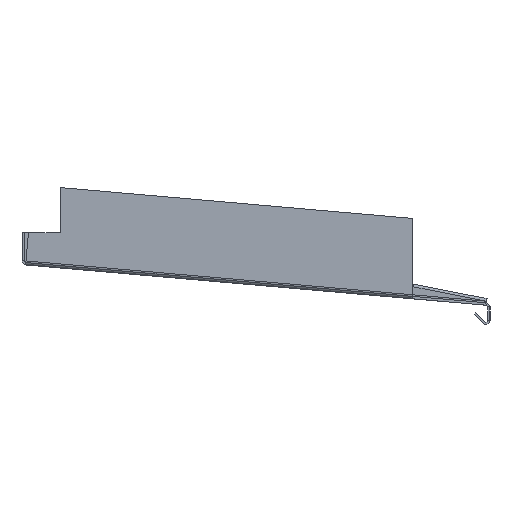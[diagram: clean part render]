
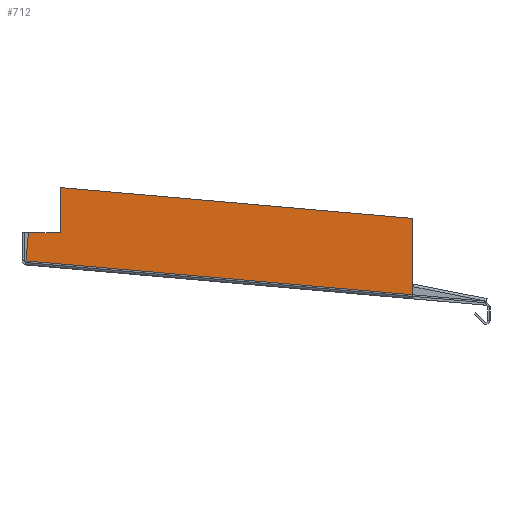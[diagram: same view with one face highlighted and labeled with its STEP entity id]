
A CAD part, left-side view. The second image highlights one B-rep face of the part: STEP entity #712.
In plain terms, the highlighted planar face has unit normal (-1, 0, 0).
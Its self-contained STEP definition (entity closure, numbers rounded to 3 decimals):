
#86 = VERTEX_POINT('',#87);
#87 = CARTESIAN_POINT('',(0.,-244.,-33.629));
#102 = CYLINDRICAL_SURFACE('',#103,0.2);
#103 = AXIS2_PLACEMENT_3D('',#104,#105,#106);
#104 = CARTESIAN_POINT('',(-0.2,-244.,-33.629));
#105 = DIRECTION('',(0.,-0.981,-0.193));
#106 = DIRECTION('',(1.,0.,0.));
#128 = PLANE('',#129);
#129 = AXIS2_PLACEMENT_3D('',#130,#131,#132);
#130 = CARTESIAN_POINT('',(2403.1,-244.,39.743));
#131 = DIRECTION('',(0.,-1.,0.));
#132 = DIRECTION('',(0.,0.,-1.));
#264 = VERTEX_POINT('',#265);
#265 = CARTESIAN_POINT('',(0.,-289.902,-42.644));
#291 = EDGE_CURVE('',#86,#264,#292,.T.);
#292 = SURFACE_CURVE('',#293,(#297,#304),.PCURVE_S1.);
#293 = LINE('',#294,#295);
#294 = CARTESIAN_POINT('',(0.,-218.291,-28.579)
  );
#295 = VECTOR('',#296,1.);
#296 = DIRECTION('',(0.,-0.981,-0.193));
#297 = PCURVE('',#102,#298);
#298 = DEFINITIONAL_REPRESENTATION('',(#299),#303);
#299 = LINE('',#300,#301);
#300 = CARTESIAN_POINT('',(0.,-26.2));
#301 = VECTOR('',#302,1.);
#302 = DIRECTION('',(0.,1.));
#303 = ( GEOMETRIC_REPRESENTATION_CONTEXT(2) 
PARAMETRIC_REPRESENTATION_CONTEXT() REPRESENTATION_CONTEXT('2D SPACE',''
  ) );
#304 = PCURVE('',#305,#310);
#305 = PLANE('',#306);
#306 = AXIS2_PLACEMENT_3D('',#307,#308,#309);
#307 = CARTESIAN_POINT('',(0.,-148.271,
    -6.413));
#308 = DIRECTION('',(-1.,0.,0.));
#309 = DIRECTION('',(0.,-0.996,
    -0.087));
#310 = DEFINITIONAL_REPRESENTATION('',(#311),#315);
#311 = LINE('',#312,#313);
#312 = CARTESIAN_POINT('',(71.685,-15.979));
#313 = VECTOR('',#314,1.);
#314 = DIRECTION('',(0.994,-0.106));
#315 = ( GEOMETRIC_REPRESENTATION_CONTEXT(2) 
PARAMETRIC_REPRESENTATION_CONTEXT() REPRESENTATION_CONTEXT('2D SPACE',''
  ) );
#320 = EDGE_CURVE('',#86,#321,#323,.T.);
#321 = VERTEX_POINT('',#322);
#322 = CARTESIAN_POINT('',(0.,-244.,9.053));
#323 = SURFACE_CURVE('',#324,(#328,#335),.PCURVE_S1.);
#324 = LINE('',#325,#326);
#325 = CARTESIAN_POINT('',(0.,-244.,16.665));
#326 = VECTOR('',#327,1.);
#327 = DIRECTION('',(0.,0.,1.));
#328 = PCURVE('',#128,#329);
#329 = DEFINITIONAL_REPRESENTATION('',(#330),#334);
#330 = LINE('',#331,#332);
#331 = CARTESIAN_POINT('',(23.078,-2403.1));
#332 = VECTOR('',#333,1.);
#333 = DIRECTION('',(-1.,0.));
#334 = ( GEOMETRIC_REPRESENTATION_CONTEXT(2) 
PARAMETRIC_REPRESENTATION_CONTEXT() REPRESENTATION_CONTEXT('2D SPACE',''
  ) );
#335 = PCURVE('',#305,#336);
#336 = DEFINITIONAL_REPRESENTATION('',(#337),#341);
#337 = LINE('',#338,#339);
#338 = CARTESIAN_POINT('',(93.353,31.333));
#339 = VECTOR('',#340,1.);
#340 = DIRECTION('',(-0.087,0.996));
#341 = ( GEOMETRIC_REPRESENTATION_CONTEXT(2) 
PARAMETRIC_REPRESENTATION_CONTEXT() REPRESENTATION_CONTEXT('2D SPACE',''
  ) );
#381 = PLANE('',#382);
#382 = AXIS2_PLACEMENT_3D('',#383,#384,#385);
#383 = CARTESIAN_POINT('',(0.,-294.042,
    4.675));
#384 = DIRECTION('',(0.,-0.087,0.996));
#385 = DIRECTION('',(0.,0.996,
    0.087));
#598 = PLANE('',#599);
#599 = AXIS2_PLACEMENT_3D('',#600,#601,#602);
#600 = CARTESIAN_POINT('',(2403.1,-24.,0.));
#601 = DIRECTION('',(0.,1.,0.));
#602 = DIRECTION('',(0.,0.,1.));
#626 = PLANE('',#627);
#627 = AXIS2_PLACEMENT_3D('',#628,#629,#630);
#628 = CARTESIAN_POINT('',(2403.1,0.,0.));
#629 = DIRECTION('',(0.,0.,1.));
#630 = DIRECTION('',(0.,-1.,0.));
#712 = ADVANCED_FACE('',(#713),#305,.T.);
#713 = FACE_BOUND('',#714,.T.);
#714 = EDGE_LOOP('',(#715,#740,#768,#794,#795,#796,#819));
#715 = ORIENTED_EDGE('',*,*,#716,.T.);
#716 = EDGE_CURVE('',#717,#719,#721,.T.);
#717 = VERTEX_POINT('',#718);
#718 = CARTESIAN_POINT('',(0.,-24.,0.));
#719 = VERTEX_POINT('',#720);
#720 = CARTESIAN_POINT('',(0.,-4.031,0.));
#721 = SURFACE_CURVE('',#722,(#726,#733),.PCURVE_S1.);
#722 = LINE('',#723,#724);
#723 = CARTESIAN_POINT('',(0.,-74.136,0.));
#724 = VECTOR('',#725,1.);
#725 = DIRECTION('',(0.,1.,0.));
#726 = PCURVE('',#305,#727);
#727 = DEFINITIONAL_REPRESENTATION('',(#728),#732);
#728 = LINE('',#729,#730);
#729 = CARTESIAN_POINT('',(-74.412,-0.073));
#730 = VECTOR('',#731,1.);
#731 = DIRECTION('',(-0.996,-0.087));
#732 = ( GEOMETRIC_REPRESENTATION_CONTEXT(2) 
PARAMETRIC_REPRESENTATION_CONTEXT() REPRESENTATION_CONTEXT('2D SPACE',''
  ) );
#733 = PCURVE('',#626,#734);
#734 = DEFINITIONAL_REPRESENTATION('',(#735),#739);
#735 = LINE('',#736,#737);
#736 = CARTESIAN_POINT('',(74.136,-2403.1));
#737 = VECTOR('',#738,1.);
#738 = DIRECTION('',(-1.,0.));
#739 = ( GEOMETRIC_REPRESENTATION_CONTEXT(2) 
PARAMETRIC_REPRESENTATION_CONTEXT() REPRESENTATION_CONTEXT('2D SPACE',''
  ) );
#740 = ORIENTED_EDGE('',*,*,#741,.T.);
#741 = EDGE_CURVE('',#719,#742,#744,.T.);
#742 = VERTEX_POINT('',#743);
#743 = CARTESIAN_POINT('',(0.,-2.5,-17.5));
#744 = SURFACE_CURVE('',#745,(#749,#756),.PCURVE_S1.);
#745 = LINE('',#746,#747);
#746 = CARTESIAN_POINT('',(0.,-2.496,-17.543));
#747 = VECTOR('',#748,1.);
#748 = DIRECTION('',(0.,0.087,-0.996));
#749 = PCURVE('',#305,#750);
#750 = DEFINITIONAL_REPRESENTATION('',(#751),#755);
#751 = LINE('',#752,#753);
#752 = CARTESIAN_POINT('',(-144.25,-23.794));
#753 = VECTOR('',#754,1.);
#754 = DIRECTION('',(0.,-1.));
#755 = ( GEOMETRIC_REPRESENTATION_CONTEXT(2) 
PARAMETRIC_REPRESENTATION_CONTEXT() REPRESENTATION_CONTEXT('2D SPACE',''
  ) );
#756 = PCURVE('',#757,#762);
#757 = PLANE('',#758);
#758 = AXIS2_PLACEMENT_3D('',#759,#760,#761);
#759 = CARTESIAN_POINT('',(0.,-1.5,-17.5));
#760 = DIRECTION('',(-1.,0.,0.));
#761 = DIRECTION('',(0.,0.,1.));
#762 = DEFINITIONAL_REPRESENTATION('',(#763),#767);
#763 = LINE('',#764,#765);
#764 = CARTESIAN_POINT('',(-0.043,-0.996));
#765 = VECTOR('',#766,1.);
#766 = DIRECTION('',(-0.996,0.087));
#767 = ( GEOMETRIC_REPRESENTATION_CONTEXT(2) 
PARAMETRIC_REPRESENTATION_CONTEXT() REPRESENTATION_CONTEXT('2D SPACE',''
  ) );
#768 = ORIENTED_EDGE('',*,*,#769,.T.);
#769 = EDGE_CURVE('',#742,#264,#770,.T.);
#770 = SURFACE_CURVE('',#771,(#775,#782),.PCURVE_S1.);
#771 = LINE('',#772,#773);
#772 = CARTESIAN_POINT('',(0.,-2.5,-17.5));
#773 = VECTOR('',#774,1.);
#774 = DIRECTION('',(0.,-0.996,
    -0.087));
#775 = PCURVE('',#305,#776);
#776 = DEFINITIONAL_REPRESENTATION('',(#777),#781);
#777 = LINE('',#778,#779);
#778 = CARTESIAN_POINT('',(-144.25,-23.75));
#779 = VECTOR('',#780,1.);
#780 = DIRECTION('',(1.,0.));
#781 = ( GEOMETRIC_REPRESENTATION_CONTEXT(2) 
PARAMETRIC_REPRESENTATION_CONTEXT() REPRESENTATION_CONTEXT('2D SPACE',''
  ) );
#782 = PCURVE('',#783,#788);
#783 = CYLINDRICAL_SURFACE('',#784,2.5);
#784 = AXIS2_PLACEMENT_3D('',#785,#786,#787);
#785 = CARTESIAN_POINT('',(2.5,-2.5,-17.5));
#786 = DIRECTION('',(-0.,-0.996,-0.087));
#787 = DIRECTION('',(0.,0.087,-0.996));
#788 = DEFINITIONAL_REPRESENTATION('',(#789),#793);
#789 = LINE('',#790,#791);
#790 = CARTESIAN_POINT('',(-1.571,0.));
#791 = VECTOR('',#792,1.);
#792 = DIRECTION('',(-0.,1.));
#793 = ( GEOMETRIC_REPRESENTATION_CONTEXT(2) 
PARAMETRIC_REPRESENTATION_CONTEXT() REPRESENTATION_CONTEXT('2D SPACE',''
  ) );
#794 = ORIENTED_EDGE('',*,*,#291,.F.);
#795 = ORIENTED_EDGE('',*,*,#320,.T.);
#796 = ORIENTED_EDGE('',*,*,#797,.T.);
#797 = EDGE_CURVE('',#321,#798,#800,.T.);
#798 = VERTEX_POINT('',#799);
#799 = CARTESIAN_POINT('',(0.,-24.,28.3));
#800 = SURFACE_CURVE('',#801,(#805,#812),.PCURVE_S1.);
#801 = LINE('',#802,#803);
#802 = CARTESIAN_POINT('',(0.,-294.042,
    4.675));
#803 = VECTOR('',#804,1.);
#804 = DIRECTION('',(0.,0.996,
    0.087));
#805 = PCURVE('',#305,#806);
#806 = DEFINITIONAL_REPRESENTATION('',(#807),#811);
#807 = LINE('',#808,#809);
#808 = CARTESIAN_POINT('',(144.25,23.75));
#809 = VECTOR('',#810,1.);
#810 = DIRECTION('',(-1.,0.));
#811 = ( GEOMETRIC_REPRESENTATION_CONTEXT(2) 
PARAMETRIC_REPRESENTATION_CONTEXT() REPRESENTATION_CONTEXT('2D SPACE',''
  ) );
#812 = PCURVE('',#381,#813);
#813 = DEFINITIONAL_REPRESENTATION('',(#814),#818);
#814 = LINE('',#815,#816);
#815 = CARTESIAN_POINT('',(0.,0.));
#816 = VECTOR('',#817,1.);
#817 = DIRECTION('',(1.,0.));
#818 = ( GEOMETRIC_REPRESENTATION_CONTEXT(2) 
PARAMETRIC_REPRESENTATION_CONTEXT() REPRESENTATION_CONTEXT('2D SPACE',''
  ) );
#819 = ORIENTED_EDGE('',*,*,#820,.T.);
#820 = EDGE_CURVE('',#798,#717,#821,.T.);
#821 = SURFACE_CURVE('',#822,(#826,#833),.PCURVE_S1.);
#822 = LINE('',#823,#824);
#823 = CARTESIAN_POINT('',(0.,-24.,-3.206));
#824 = VECTOR('',#825,1.);
#825 = DIRECTION('',(0.,0.,-1.));
#826 = PCURVE('',#305,#827);
#827 = DEFINITIONAL_REPRESENTATION('',(#828),#832);
#828 = LINE('',#829,#830);
#829 = CARTESIAN_POINT('',(-124.078,-7.637));
#830 = VECTOR('',#831,1.);
#831 = DIRECTION('',(0.087,-0.996));
#832 = ( GEOMETRIC_REPRESENTATION_CONTEXT(2) 
PARAMETRIC_REPRESENTATION_CONTEXT() REPRESENTATION_CONTEXT('2D SPACE',''
  ) );
#833 = PCURVE('',#598,#834);
#834 = DEFINITIONAL_REPRESENTATION('',(#835),#839);
#835 = LINE('',#836,#837);
#836 = CARTESIAN_POINT('',(-3.206,-2403.1));
#837 = VECTOR('',#838,1.);
#838 = DIRECTION('',(-1.,0.));
#839 = ( GEOMETRIC_REPRESENTATION_CONTEXT(2) 
PARAMETRIC_REPRESENTATION_CONTEXT() REPRESENTATION_CONTEXT('2D SPACE',''
  ) );
